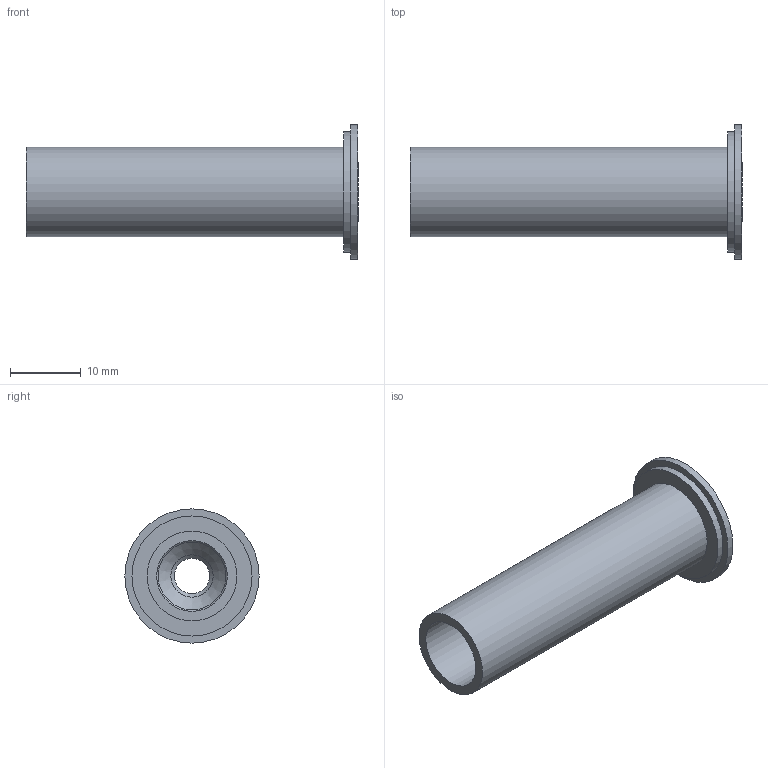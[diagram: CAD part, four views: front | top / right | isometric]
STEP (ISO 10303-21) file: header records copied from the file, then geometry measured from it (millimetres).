
FILE_DESCRIPTION(/* description */ ('','CAx-IF Rec.Pracs.---Representation and Presentation of Product Manufacturing Information (PMI)---4.0---2014-10-13'),/* implementation_level */ '2;1');
FILE_NAME(/* name */ '101205.stp',/* time_stamp */ '2025-05-12T15:05:22+09:00',/* author */ ('eos'),/* organization */ (''),/* preprocessor_version */ 'ST-DEVELOPER v20',/* originating_system */ 'Autodesk Inventor 2025',/* authorisation */ '');
FILE_SCHEMA (('AP242_MANAGED_MODEL_BASED_3D_ENGINEERING_MIM_LF { 1 0 10303 442 1 1 4 }'));
Length unit declared in the file: millimetre
Products named in the file (1): LO-HK19.05-3.175
Bounding box: 47 x 19 x 19 mm (x, y, z)
Volume: 3969.5 mm3; surface area: 3501.8 mm2
Topology: 1 solids, 1 shells, 14 faces, 25 edges, 15 vertices
Faces by surface type: cylinder 7, plane 4, cone 3
Full cylindrical faces by diameter (mm): 5 x1, 6 x1, 9.6 x1, 10 x1, 12.7 x1, 17 x1, 19 x1
Entity records: 601 total; most frequent: DIRECTION 104, CARTESIAN_POINT 104, ORIENTED_EDGE 50, AXIS2_PLACEMENT_3D 47, STYLED_ITEM 30, EDGE_CURVE 25, CIRCLE 19, PRESENTATION_STYLE_ASSIGNMENT 19
